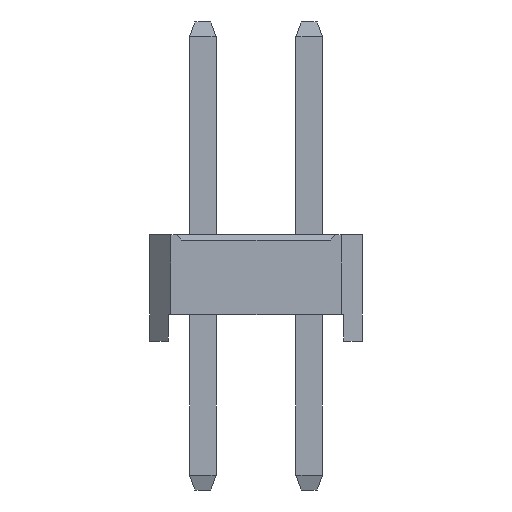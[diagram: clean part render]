
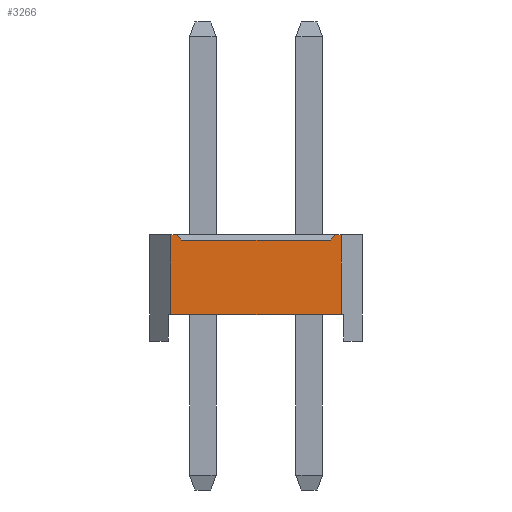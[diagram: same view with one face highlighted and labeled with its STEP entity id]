
A CAD part, left-side view. The second image highlights one B-rep face of the part: STEP entity #3266.
In plain terms, the highlighted planar face has unit normal (-1, 0, 0).
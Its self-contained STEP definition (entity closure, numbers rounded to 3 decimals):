
#3266=ADVANCED_FACE('',(#13184),#13186,.T.);
#13184=FACE_BOUND('',#13185,.T.);
#13185=EDGE_LOOP('',(#20945,#20946,#20947,#20948,#20949,#20950,#20951,#20952));
#13186=PLANE('',#13187);
#13187=AXIS2_PLACEMENT_3D('',#13188,#13189,#13190);
#13188=CARTESIAN_POINT('',(-1.,2.6,0.));
#13189=DIRECTION('',(-1.,0.,0.));
#13190=DIRECTION('',(0.,-1.,0.));
#20945=ORIENTED_EDGE('',*,*,#25738,.F.);
#20946=ORIENTED_EDGE('',*,*,#25739,.T.);
#20947=ORIENTED_EDGE('',*,*,#25740,.F.);
#20948=ORIENTED_EDGE('',*,*,#24676,.F.);
#20949=ORIENTED_EDGE('',*,*,#25741,.F.);
#20950=ORIENTED_EDGE('',*,*,#24284,.T.);
#20951=ORIENTED_EDGE('',*,*,#25737,.T.);
#20952=ORIENTED_EDGE('',*,*,#24680,.F.);
#24284=EDGE_CURVE('',#27040,#27038,#27041,.T.);
#24676=EDGE_CURVE('',#27822,#27824,#27825,.T.);
#24680=EDGE_CURVE('',#27830,#27832,#27833,.T.);
#25737=EDGE_CURVE('',#27038,#27832,#29589,.T.);
#25738=EDGE_CURVE('',#29590,#27830,#29591,.F.);
#25739=EDGE_CURVE('',#29590,#29592,#29593,.T.);
#25740=EDGE_CURVE('',#27824,#29592,#29594,.F.);
#25741=EDGE_CURVE('',#27040,#27822,#29595,.T.);
#27038=VERTEX_POINT('',#31506);
#27040=VERTEX_POINT('',#31510);
#27041=LINE('',#31511,#31512);
#27822=VERTEX_POINT('',#33074);
#27824=VERTEX_POINT('',#33078);
#27825=LINE('',#33079,#33080);
#27830=VERTEX_POINT('',#33090);
#27832=VERTEX_POINT('',#33094);
#27833=LINE('',#33095,#33096);
#29589=LINE('',#36965,#36966);
#29590=VERTEX_POINT('',#36968);
#29591=LINE('',#36969,#36970);
#29592=VERTEX_POINT('',#36972);
#29593=LINE('',#36973,#36974);
#29594=LINE('',#36976,#36977);
#29595=LINE('',#36979,#36980);
#31506=CARTESIAN_POINT('',(-1.,-0.6,0.5));
#31510=CARTESIAN_POINT('',(-1.,2.6,0.5));
#31511=CARTESIAN_POINT('',(-1.,2.6,0.5));
#31512=VECTOR('',#31513,1.);
#31513=DIRECTION('',(0.,-1.,0.));
#33074=CARTESIAN_POINT('',(-1.,2.6,2.));
#33078=CARTESIAN_POINT('',(-1.,2.5,2.));
#33079=CARTESIAN_POINT('',(-1.,2.6,2.));
#33080=VECTOR('',#33081,1.);
#33081=DIRECTION('',(0.,-1.,0.));
#33090=CARTESIAN_POINT('',(-1.,-0.5,2.));
#33094=CARTESIAN_POINT('',(-1.,-0.6,2.));
#33095=CARTESIAN_POINT('',(-1.,-0.5,2.));
#33096=VECTOR('',#33097,1.);
#33097=DIRECTION('',(0.,-1.,0.));
#36965=CARTESIAN_POINT('',(-1.,-0.6,0.5));
#36966=VECTOR('',#36967,1.);
#36967=DIRECTION('',(0.,0.,1.));
#36968=CARTESIAN_POINT('',(-1.,-0.4,1.9));
#36969=CARTESIAN_POINT('',(-1.,-0.5,2.));
#36970=VECTOR('',#36971,1.);
#36971=DIRECTION('',(0.,0.707,-0.707));
#36972=CARTESIAN_POINT('',(-1.,2.4,1.9));
#36973=CARTESIAN_POINT('',(-1.,-0.4,1.9));
#36974=VECTOR('',#36975,1.);
#36975=DIRECTION('',(0.,1.,0.));
#36976=CARTESIAN_POINT('',(-1.,2.4,1.9));
#36977=VECTOR('',#36978,1.);
#36978=DIRECTION('',(0.,0.707,0.707));
#36979=CARTESIAN_POINT('',(-1.,2.6,0.5));
#36980=VECTOR('',#36981,1.);
#36981=DIRECTION('',(0.,0.,1.));
